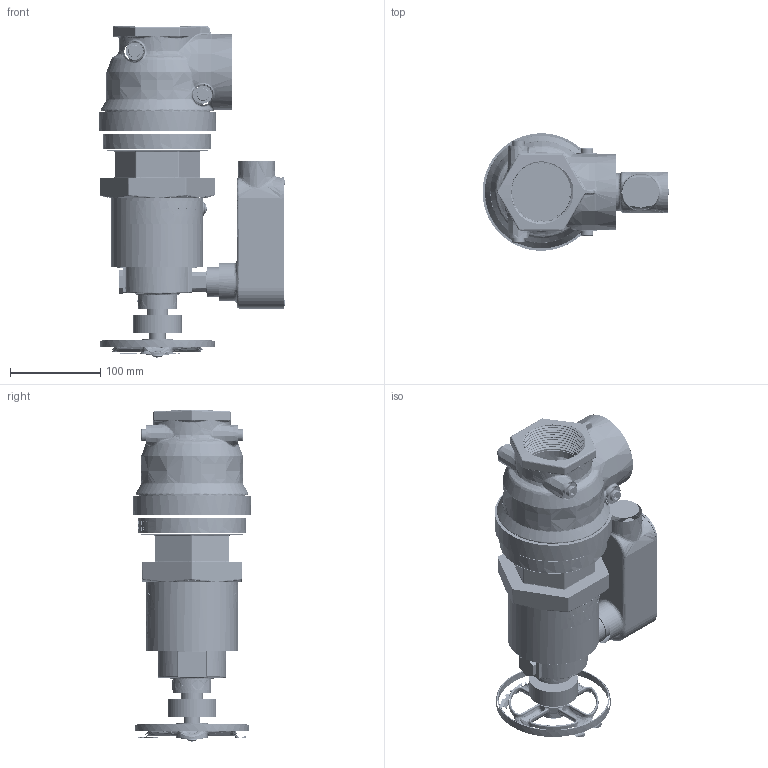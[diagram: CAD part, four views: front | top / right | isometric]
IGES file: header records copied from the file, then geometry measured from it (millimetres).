
Start section: SolidWorks IGES file using analytic representation for surfaces
Global section: file name: URFA-20-2.5.IGS; native system: SolidWorks 2015; preprocessor: SolidWorks 2015; author: tmott; date: 151023.135342; units: inch
Bounding box: 207.05 x 130.18 x 368.01 mm (x, y, z)
Surface area: 430947.6 mm2 (no closed solid volume)
Topology: 0 solids, 1 shells, 3453 faces, 34355 edges, 34169 vertices
Faces by surface type: bspline 2961, revolution 492
